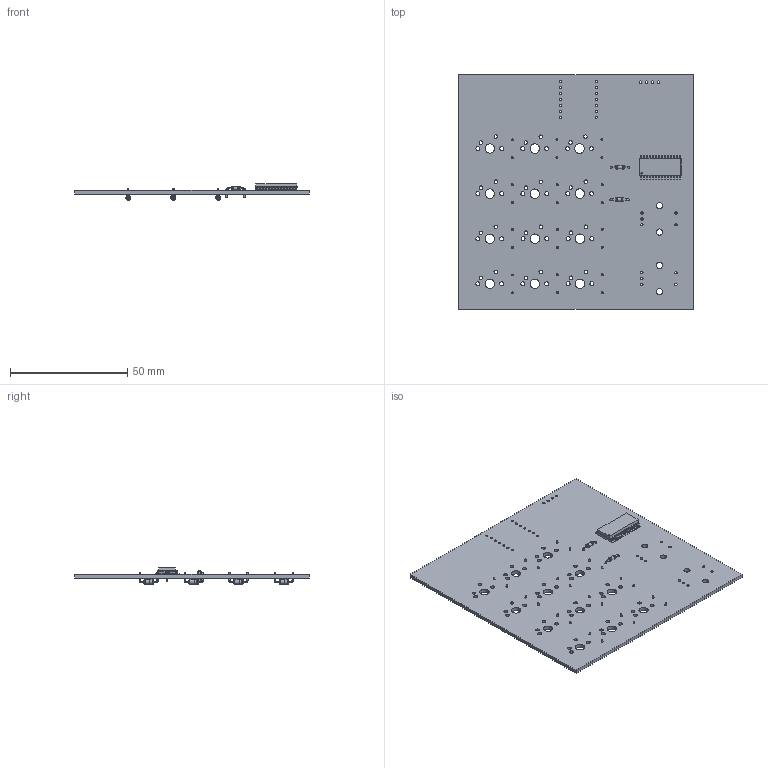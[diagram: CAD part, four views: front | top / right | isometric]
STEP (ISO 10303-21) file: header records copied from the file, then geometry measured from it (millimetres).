
FILE_DESCRIPTION(('KiCad electronic assembly'),'2;1');
FILE_NAME('hackpad.step','2025-02-15T21:24:38',('Pcbnew'),('Kicad'), 'Open CASCADE STEP processor 7.8','KiCad to STEP converter','Unknown' );
FILE_SCHEMA(('AUTOMOTIVE_DESIGN { 1 0 10303 214 1 1 1 1 }'));
Length unit declared in the file: millimetre
Products named in the file (8): hackpad 1; R_Axial_DIN0204_L3.6mm_D1.6mm_P7.62mm_Horizontal; R_Axial_DIN0204_L36mm_D16mm_P762mm_Horizontal; SOIC-28W_7.5x17.9mm_P1.27mm; SOIC_28W_75x179mm_P127mm; D_DO-35_SOD27_P7.62mm_Horizontal; hackpad_PCB
Assembly tree (19 placements, depth 3):
  hackpad 1
    R_Axial_DIN0204_L3.6mm_D1.6mm_P7.62mm_Horizontal  x2
      R_Axial_DIN0204_L36mm_D16mm_P762mm_Horizontal
    SOIC-28W_7.5x17.9mm_P1.27mm
      SOIC_28W_75x179mm_P127mm
    D_DO-35_SOD27_P7.62mm_Horizontal  x12
      D_DO-35_SOD27_P7.62mm_Horizontal
    hackpad_PCB
Bounding box: 100 x 100 x 6.96 mm (x, y, z)
Volume: 16048.7 mm3; surface area: 22143 mm2
Topology: 28 solids, 28 shells, 808 faces, 1937 edges, 1218 vertices
Faces by surface type: plane 381, cylinder 319, torus 56, bspline 52
Full cylindrical faces by diameter (mm): 0.5 x44, 0.6 x1, 0.7 x4, 0.8 x24, 0.889 x14, 1 x14, 1.44 x2, 1.5 x24, 1.6 x4, 1.7 x24, 2 x24, 2.02 x12, 2.6 x4, 4 x12
Entity records: 23194 total; most frequent: CARTESIAN_POINT 3517, ORIENTED_EDGE 3292, DIRECTION 3284, EDGE_CURVE 1646, LINE 1110, VECTOR 1110, AXIS2_PLACEMENT_3D 1087, VERTEX_POINT 1048
